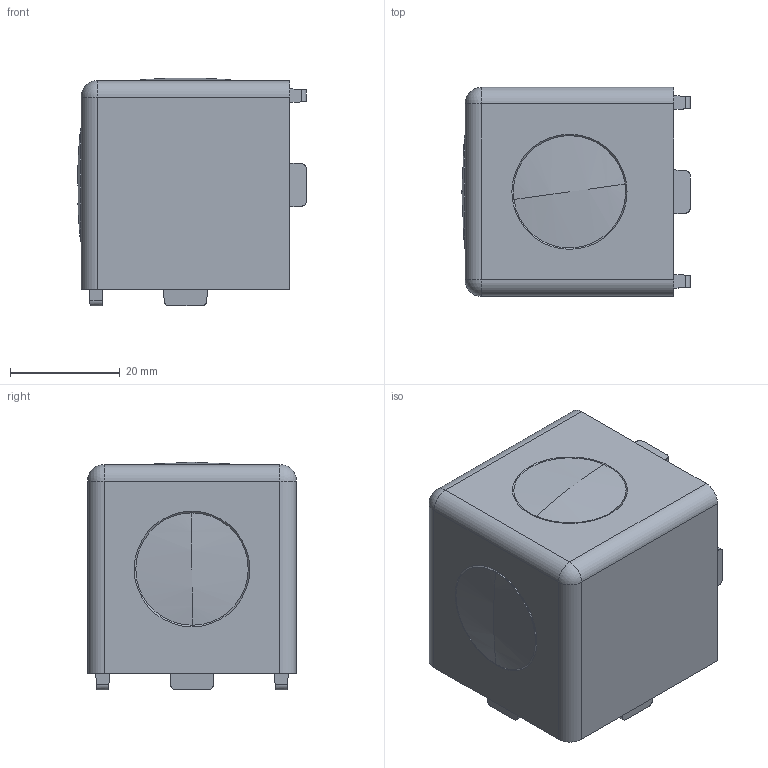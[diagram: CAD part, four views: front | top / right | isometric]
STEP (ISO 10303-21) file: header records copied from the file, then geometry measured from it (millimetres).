
FILE_DESCRIPTION (( 'STEP AP203' ), '1' );
FILE_NAME ('166302.step', '2023-10-19T16:48:35', ( '' ), ( '' ), 'SwSTEP 2.0', 'SolidWorks 2023', '' );
FILE_SCHEMA (( 'CONFIG_CONTROL_DESIGN' ));
Length unit declared in the file: millimetre
Products named in the file (1): 166302
Bounding box: 41.72 x 38.1 x 41.56 mm (x, y, z)
Volume: 40013.5 mm3; surface area: 15183.9 mm2
Topology: 3 solids, 3 shells, 250 faces, 608 edges, 366 vertices
Faces by surface type: cylinder 92, plane 84, sphere 32, torus 22, cone 20
Entity records: 8506 total; most frequent: CARTESIAN_POINT 2666, DIRECTION 1246, ORIENTED_EDGE 1196, EDGE_CURVE 598, AXIS2_PLACEMENT_3D 477, VERTEX_POINT 364, LINE 292, VECTOR 292
